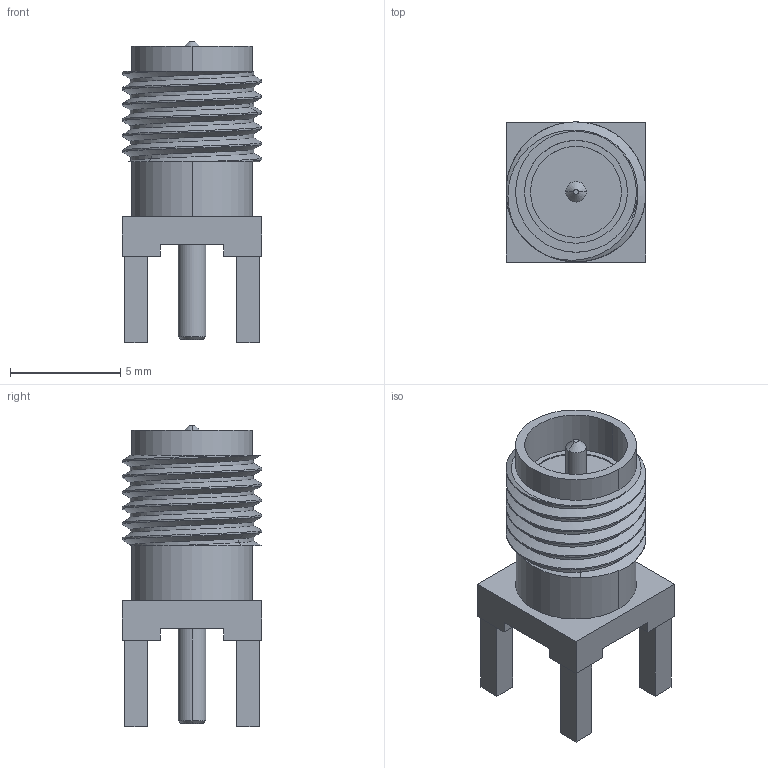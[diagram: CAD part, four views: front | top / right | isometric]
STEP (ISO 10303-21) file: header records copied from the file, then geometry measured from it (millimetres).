
FILE_DESCRIPTION((''),'2;1');
FILE_NAME('MOLEX_SD-73251-230','2016-11-03T',('s4237722'),(''),'CREO PARAMETRIC BY PTC INC, 2015080','CREO PARAMETRIC BY PTC INC, 2015080','');
FILE_SCHEMA(('AUTOMOTIVE_DESIGN { 1 0 10303 214 1 1 1 1 }'));
Length unit declared in the file: millimetre
Products named in the file (1): MOLEX_SD-73251-230
Bounding box: 6.35 x 6.35 x 13.7 mm (x, y, z)
Volume: 244.3 mm3; surface area: 441.1 mm2
Topology: 2 solids, 2 shells, 88 faces, 206 edges, 132 vertices
Faces by surface type: plane 50, cylinder 25, bspline 9, cone 4
Entity records: 5478 total; most frequent: CARTESIAN_POINT 2804, ORIENTED_EDGE 412, DIRECTION 364, PRESENTATION_STYLE_ASSIGNMENT 210, STYLED_ITEM 208, CURVE_STYLE 206, EDGE_CURVE 206, VERTEX_POINT 132
